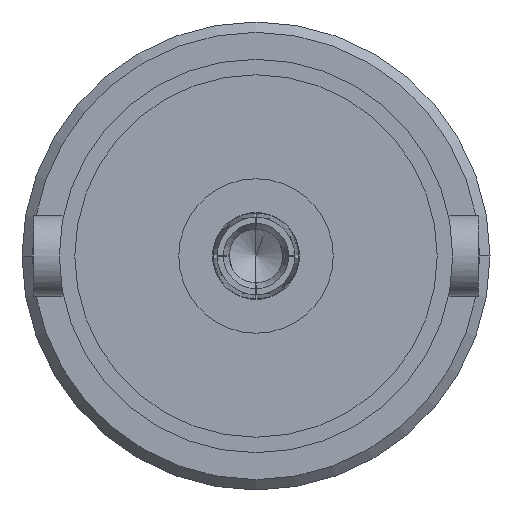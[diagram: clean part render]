
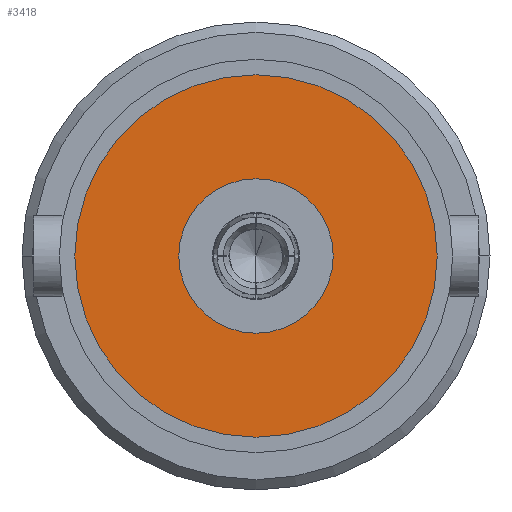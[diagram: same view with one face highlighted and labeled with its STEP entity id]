
A CAD part, left-side view. The second image highlights one B-rep face of the part: STEP entity #3418.
In plain terms, the highlighted planar face has unit normal (-1, 0, 0).
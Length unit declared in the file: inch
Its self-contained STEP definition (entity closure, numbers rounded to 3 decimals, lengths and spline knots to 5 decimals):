
#218 = CARTESIAN_POINT ( 'NONE',  ( 0.3, 0., 0. ) ) ;
#241 = AXIS2_PLACEMENT_3D ( 'NONE', #1040, #2297, #732 ) ;
#246 = ORIENTED_EDGE ( 'NONE', *, *, #801, .F. ) ;
#428 = ORIENTED_EDGE ( 'NONE', *, *, #2626, .T. ) ;
#447 = DIRECTION ( 'NONE',  ( -1., 0., 0. ) ) ;
#587 = CARTESIAN_POINT ( 'NONE',  ( 0.3, -0.07456, 0. ) ) ;
#634 = FACE_OUTER_BOUND ( 'NONE', #1034, .T. ) ;
#635 = CIRCLE ( 'NONE', #2145, 0.175 ) ;
#653 = DIRECTION ( 'NONE',  ( -1., 0., 0. ) ) ;
#732 = DIRECTION ( 'NONE',  ( 0., -1., 0. ) ) ;
#771 = CARTESIAN_POINT ( 'NONE',  ( 0.3, 0.07456, 0. ) ) ;
#801 = EDGE_CURVE ( 'NONE', #2048, #2593, #1415, .T. ) ;
#955 = PLANE ( 'NONE',  #997 ) ;
#997 = AXIS2_PLACEMENT_3D ( 'NONE', #2178, #653, #2851 ) ;
#1034 = EDGE_LOOP ( 'NONE', ( #428, #1851 ) ) ;
#1040 = CARTESIAN_POINT ( 'NONE',  ( 0.3, 0., 0. ) ) ;
#1415 = CIRCLE ( 'NONE', #241, 0.07456 ) ;
#1471 = DIRECTION ( 'NONE',  ( -1., 0., 0. ) ) ;
#1672 = EDGE_CURVE ( 'NONE', #2485, #2714, #635, .T. ) ;
#1689 = DIRECTION ( 'NONE',  ( 0., -1., 0. ) ) ;
#1766 = AXIS2_PLACEMENT_3D ( 'NONE', #218, #1471, #2726 ) ;
#1851 = ORIENTED_EDGE ( 'NONE', *, *, #1672, .T. ) ;
#1920 = FACE_BOUND ( 'NONE', #2948, .T. ) ;
#2048 = VERTEX_POINT ( 'NONE', #771 ) ;
#2145 = AXIS2_PLACEMENT_3D ( 'NONE', #3183, #2317, #2913 ) ;
#2178 = CARTESIAN_POINT ( 'NONE',  ( 0.3, 0., 0. ) ) ;
#2297 = DIRECTION ( 'NONE',  ( -1., 0., 0. ) ) ;
#2317 = DIRECTION ( 'NONE',  ( -1., 0., 0. ) ) ;
#2418 = EDGE_CURVE ( 'NONE', #2593, #2048, #2495, .T. ) ;
#2485 = VERTEX_POINT ( 'NONE', #3969 ) ;
#2495 = CIRCLE ( 'NONE', #2881, 0.07456 ) ;
#2593 = VERTEX_POINT ( 'NONE', #587 ) ;
#2626 = EDGE_CURVE ( 'NONE', #2714, #2485, #3411, .T. ) ;
#2714 = VERTEX_POINT ( 'NONE', #3831 ) ;
#2726 = DIRECTION ( 'NONE',  ( 0., -1., 0. ) ) ;
#2851 = DIRECTION ( 'NONE',  ( 0., -1., 0. ) ) ;
#2881 = AXIS2_PLACEMENT_3D ( 'NONE', #3253, #447, #1689 ) ;
#2913 = DIRECTION ( 'NONE',  ( 0., -1., 0. ) ) ;
#2948 = EDGE_LOOP ( 'NONE', ( #246, #3563 ) ) ;
#3183 = CARTESIAN_POINT ( 'NONE',  ( 0.3, 0., 0. ) ) ;
#3253 = CARTESIAN_POINT ( 'NONE',  ( 0.3, 0., 0. ) ) ;
#3411 = CIRCLE ( 'NONE', #1766, 0.175 ) ;
#3418 = ADVANCED_FACE ( 'NONE', ( #634, #1920 ), #955, .T. ) ;
#3563 = ORIENTED_EDGE ( 'NONE', *, *, #2418, .F. ) ;
#3831 = CARTESIAN_POINT ( 'NONE',  ( 0.3, -0.175, 0. ) ) ;
#3969 = CARTESIAN_POINT ( 'NONE',  ( 0.3, 0.175, 0. ) ) ;
